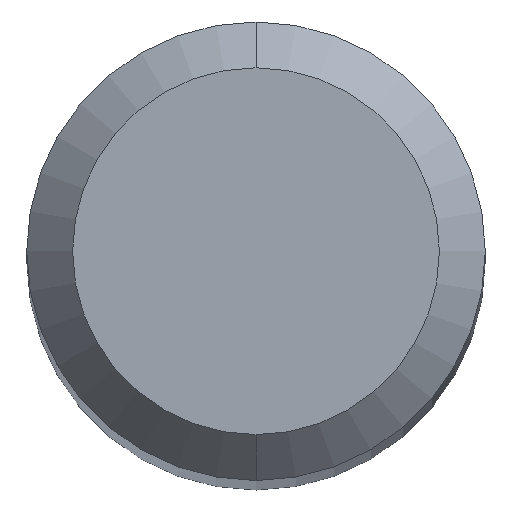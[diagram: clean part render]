
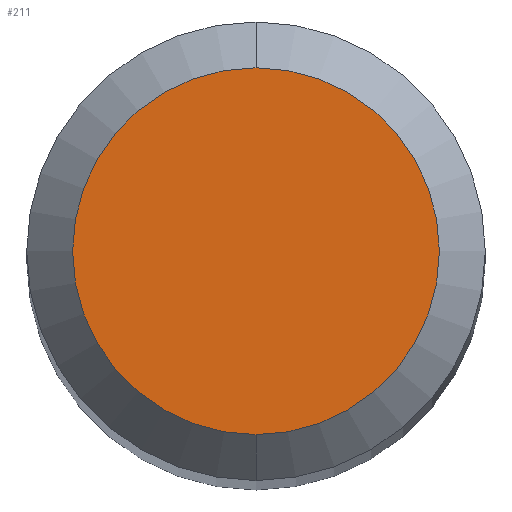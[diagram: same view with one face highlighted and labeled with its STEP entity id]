
A CAD part, top view. The second image highlights one B-rep face of the part: STEP entity #211.
In plain terms, the highlighted planar face has unit normal (0, 0, 1).
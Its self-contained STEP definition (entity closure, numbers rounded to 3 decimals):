
#109=VERTEX_POINT('',#263);
#167=VERTEX_POINT('',#328);
#169=EDGE_CURVE('',#167,#109,#330,.T.);
#211=ADVANCED_FACE('',(#377),#378,.T.);
#225=EDGE_CURVE('',#109,#167,#392,.T.);
#263=CARTESIAN_POINT('',(0.,-1.2,0.0));
#328=CARTESIAN_POINT('',(0.0,1.2,0.0));
#330=CIRCLE('',#516,1.2);
#377=FACE_OUTER_BOUND('',#574,.T.);
#378=PLANE('',#575);
#392=CIRCLE('',#593,1.2);
#516=AXIS2_PLACEMENT_3D('',#715,#716,#717);
#574=EDGE_LOOP('',(#770,#771));
#575=AXIS2_PLACEMENT_3D('',#772,#773,#774);
#593=AXIS2_PLACEMENT_3D('',#779,#780,#781);
#715=CARTESIAN_POINT('',(0.0,0.0,0.0));
#716=DIRECTION('',(0.0,0.0,-1.0));
#717=DIRECTION('',(0.0,1.0,0.0));
#770=ORIENTED_EDGE('',*,*,#169,.F.);
#771=ORIENTED_EDGE('',*,*,#225,.F.);
#772=CARTESIAN_POINT('',(0.0,0.6,0.0));
#773=DIRECTION('',(-0.0,0.0,1.0));
#774=DIRECTION('',(0.0,-1.0,0.0));
#779=CARTESIAN_POINT('',(0.0,0.0,0.0));
#780=DIRECTION('',(0.0,0.0,-1.0));
#781=DIRECTION('',(0.0,1.0,0.0));
